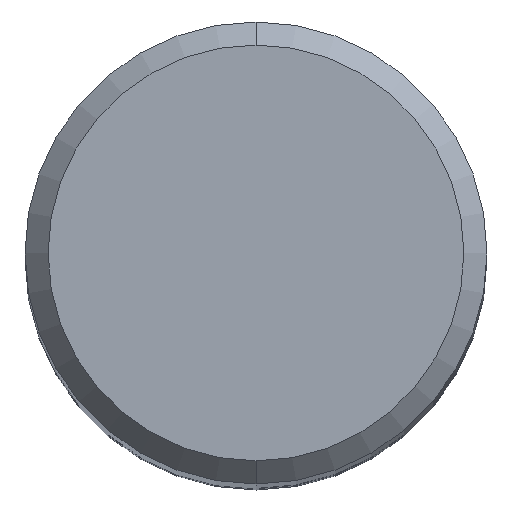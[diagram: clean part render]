
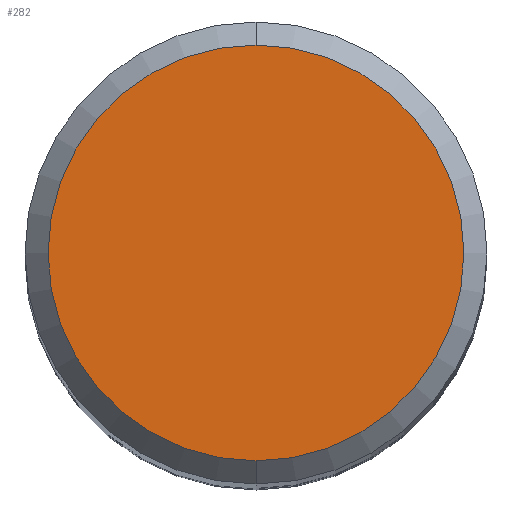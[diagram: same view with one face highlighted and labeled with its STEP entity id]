
A CAD part, top view. The second image highlights one B-rep face of the part: STEP entity #282.
In plain terms, the highlighted planar face has unit normal (0, 0, 1).
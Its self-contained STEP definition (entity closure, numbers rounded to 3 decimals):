
#180=VERTEX_POINT('',#459);
#220=EDGE_CURVE('',#316,#180,#504,.T.);
#266=EDGE_CURVE('',#180,#316,#553,.T.);
#282=ADVANCED_FACE('',(#572),#573,.T.);
#316=VERTEX_POINT('',#611);
#459=CARTESIAN_POINT('',(0.0,3.6,0.0));
#504=CIRCLE('',#853,3.6);
#553=CIRCLE('',#941,3.6);
#572=FACE_OUTER_BOUND('',#963,.T.);
#573=PLANE('',#964);
#611=CARTESIAN_POINT('',(0.,-3.6,0.0));
#853=AXIS2_PLACEMENT_3D('',#1399,#1400,#1401);
#941=AXIS2_PLACEMENT_3D('',#1452,#1453,#1454);
#963=EDGE_LOOP('',(#1480,#1481));
#964=AXIS2_PLACEMENT_3D('',#1482,#1483,#1484);
#1399=CARTESIAN_POINT('',(0.0,0.0,0.0));
#1400=DIRECTION('',(0.0,0.0,-1.0));
#1401=DIRECTION('',(0.0,1.0,0.0));
#1452=CARTESIAN_POINT('',(0.0,0.0,0.0));
#1453=DIRECTION('',(0.0,0.0,-1.0));
#1454=DIRECTION('',(0.0,1.0,0.0));
#1480=ORIENTED_EDGE('',*,*,#266,.F.);
#1481=ORIENTED_EDGE('',*,*,#220,.F.);
#1482=CARTESIAN_POINT('',(0.0,1.8,0.0));
#1483=DIRECTION('',(-0.0,0.0,1.0));
#1484=DIRECTION('',(0.0,-1.0,0.0));
